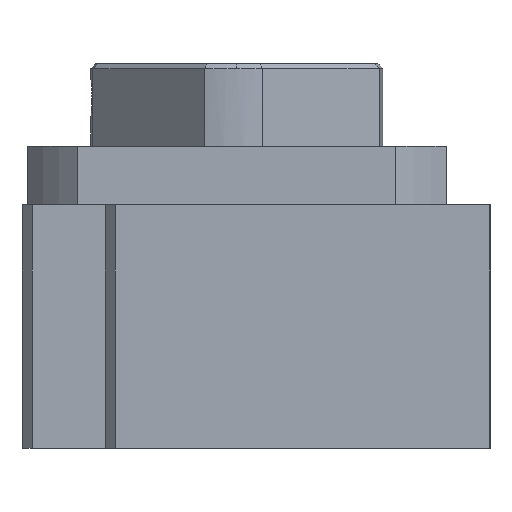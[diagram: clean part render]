
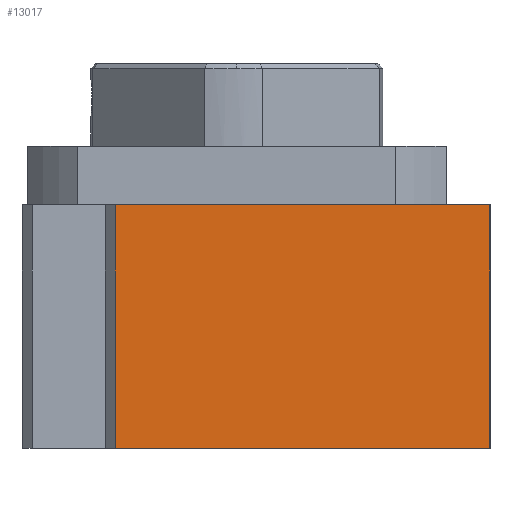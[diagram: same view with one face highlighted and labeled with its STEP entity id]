
A CAD part, left-side view. The second image highlights one B-rep face of the part: STEP entity #13017.
In plain terms, the highlighted planar face has unit normal (1, 0, 0).
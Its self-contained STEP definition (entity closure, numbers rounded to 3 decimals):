
#471 = DIRECTION ( 'NONE',  ( 0., 0., 1. ) ) ;
#4178 = LINE ( 'NONE', #21291, #11517 ) ;
#4198 = LINE ( 'NONE', #14594, #27309 ) ;
#4866 = DIRECTION ( 'NONE',  ( 1., 0., 0. ) ) ;
#5381 = VECTOR ( 'NONE', #19193, 1000. ) ;
#5683 = DIRECTION ( 'NONE',  ( 0., 0., 1. ) ) ;
#5713 = ORIENTED_EDGE ( 'NONE', *, *, #21698, .F. ) ;
#6621 = VERTEX_POINT ( 'NONE', #10335 ) ;
#8059 = CARTESIAN_POINT ( 'NONE',  ( -72.245, 15.351, 25. ) ) ;
#8536 = LINE ( 'NONE', #21443, #5381 ) ;
#9188 = CARTESIAN_POINT ( 'NONE',  ( -72.245, -61.649, 0. ) ) ;
#10335 = CARTESIAN_POINT ( 'NONE',  ( -72.245, -61.649, -25. ) ) ;
#11517 = VECTOR ( 'NONE', #5683, 1000. ) ;
#12382 = VERTEX_POINT ( 'NONE', #17113 ) ;
#13017 = ADVANCED_FACE ( 'NONE', ( #15873 ), #17923, .T. ) ;
#13606 = DIRECTION ( 'NONE',  ( 0., 0., -1. ) ) ;
#14594 = CARTESIAN_POINT ( 'NONE',  ( -72.245, -13.649, -25. ) ) ;
#15873 = FACE_OUTER_BOUND ( 'NONE', #21141, .T. ) ;
#16092 = EDGE_CURVE ( 'NONE', #6621, #17373, #4198, .T. ) ;
#16751 = DIRECTION ( 'NONE',  ( 0., 1., 0. ) ) ;
#17113 = CARTESIAN_POINT ( 'NONE',  ( -72.245, -61.649, 25. ) ) ;
#17373 = VERTEX_POINT ( 'NONE', #25004 ) ;
#17923 = PLANE ( 'NONE',  #22340 ) ;
#18252 = ORIENTED_EDGE ( 'NONE', *, *, #23821, .T. ) ;
#19193 = DIRECTION ( 'NONE',  ( 0., 1., 0. ) ) ;
#19360 = ORIENTED_EDGE ( 'NONE', *, *, #27715, .F. ) ;
#21141 = EDGE_LOOP ( 'NONE', ( #18252, #5713, #19360, #28671 ) ) ;
#21291 = CARTESIAN_POINT ( 'NONE',  ( -72.245, 15.351, 0. ) ) ;
#21443 = CARTESIAN_POINT ( 'NONE',  ( -72.245, -13.649, 25. ) ) ;
#21698 = EDGE_CURVE ( 'NONE', #12382, #28326, #8536, .T. ) ;
#22340 = AXIS2_PLACEMENT_3D ( 'NONE', #24889, #4866, #13606 ) ;
#23821 = EDGE_CURVE ( 'NONE', #17373, #28326, #4178, .T. ) ;
#24889 = CARTESIAN_POINT ( 'NONE',  ( -72.245, -61.649, 25. ) ) ;
#25004 = CARTESIAN_POINT ( 'NONE',  ( -72.245, 15.351, -25. ) ) ;
#26784 = VECTOR ( 'NONE', #471, 1000. ) ;
#27309 = VECTOR ( 'NONE', #16751, 1000. ) ;
#27715 = EDGE_CURVE ( 'NONE', #6621, #12382, #28548, .T. ) ;
#28326 = VERTEX_POINT ( 'NONE', #8059 ) ;
#28548 = LINE ( 'NONE', #9188, #26784 ) ;
#28671 = ORIENTED_EDGE ( 'NONE', *, *, #16092, .T. ) ;
